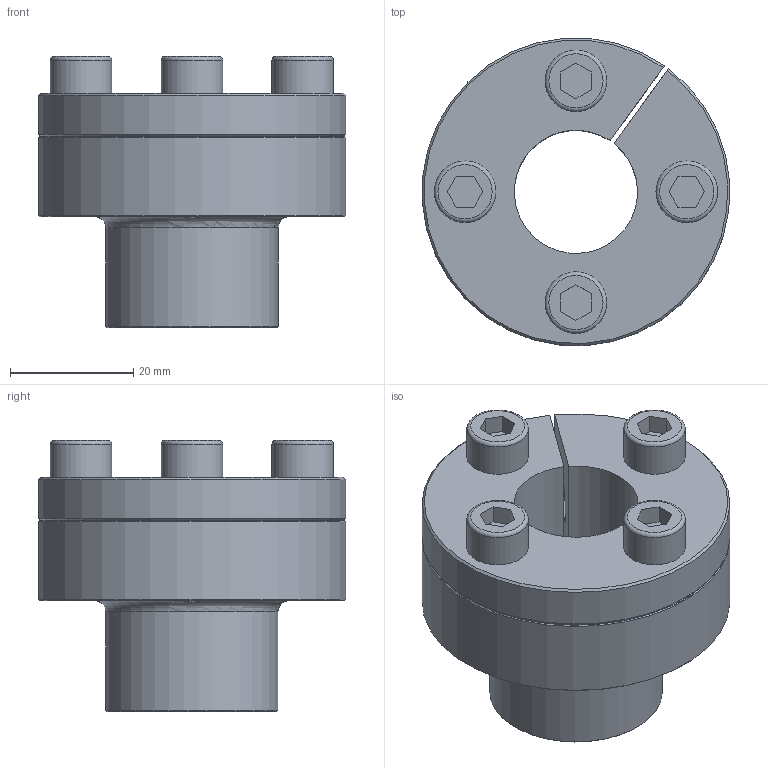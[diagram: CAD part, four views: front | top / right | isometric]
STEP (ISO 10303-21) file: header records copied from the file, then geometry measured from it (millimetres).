
FILE_DESCRIPTION(/* description */ (''),/* implementation_level */ '2;1');
FILE_NAME(/* name */ 'OBC20x28x45 B.stp',/* time_stamp */ '2018-10-10T06:13:24-08:00',/* author */ ('ASUS'),/* organization */ ('TraceParts S.A.'),/* preprocessor_version */ 'ST-DEVELOPER v16.13',/* originating_system */ 'Autodesk Inventor 2018',/* authorisation */ '');
FILE_SCHEMA (('AUTOMOTIVE_DESIGN { 1 0 10303 214 3 1 1 }'));
Length unit declared in the file: millimetre
Products named in the file (1): locks_cl20x28t
Bounding box: 49.89 x 49.86 x 44 mm (x, y, z)
Volume: 34144.5 mm3; surface area: 15650.2 mm2
Topology: 1 solids, 1 shells, 82 faces, 220 edges, 144 vertices
Faces by surface type: plane 46, cylinder 17, cone 13, torus 6
Full cylindrical faces by diameter (mm): 6 x8, 10 x4
Entity records: 2629 total; most frequent: CARTESIAN_POINT 511, DIRECTION 416, ORIENTED_EDGE 384, EDGE_CURVE 192, AXIS2_PLACEMENT_3D 151, VERTEX_POINT 136, EDGE_LOOP 116, LINE 114
